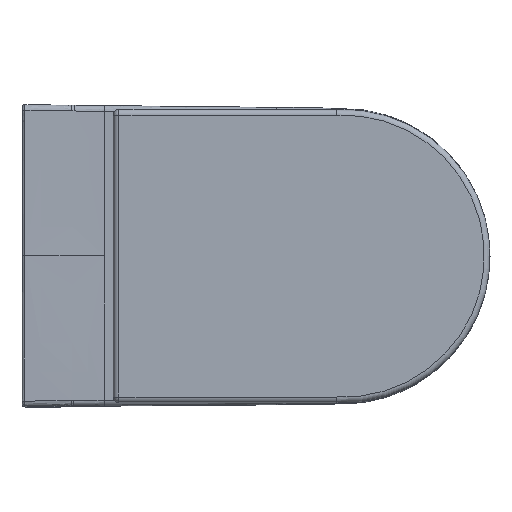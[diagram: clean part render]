
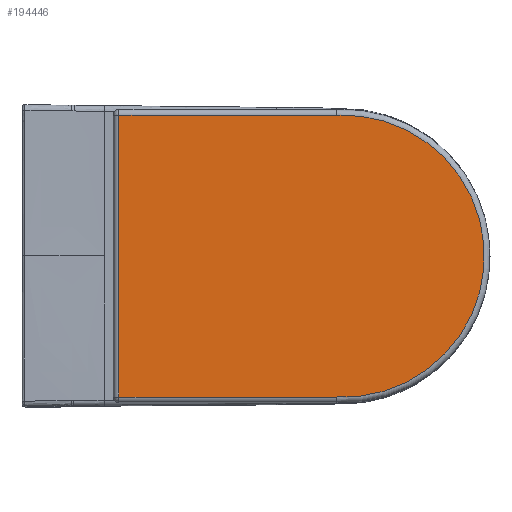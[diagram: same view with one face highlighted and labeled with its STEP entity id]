
A CAD part, top view. The second image highlights one B-rep face of the part: STEP entity #194446.
In plain terms, the highlighted planar face has unit normal (0, 0, 1).
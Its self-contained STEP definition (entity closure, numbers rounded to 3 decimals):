
#194129=CARTESIAN_POINT('',(-272.88,171.582,40.0));
#194130=VERTEX_POINT('',#194129);
#194203=CARTESIAN_POINT('',(-7.445,171.582,40.0));
#194204=VERTEX_POINT('',#194203);
#194205=CARTESIAN_POINT('',(-272.88,171.582,40.0));
#194206=DIRECTION('',(1.0,0.0,0.0));
#194207=VECTOR('',#194206,265.434);
#194208=LINE('',#194205,#194207);
#194209=EDGE_CURVE('',#194130,#194204,#194208,.T.);
#194238=CARTESIAN_POINT('',(-272.88,-171.582,40.0));
#194239=VERTEX_POINT('',#194238);
#194303=CARTESIAN_POINT('',(-7.744,-171.582,40.0));
#194304=VERTEX_POINT('',#194303);
#194305=CARTESIAN_POINT('',(0.458,-0.007,40.0));
#194306=DIRECTION('',(0.0,0.0,-1.));
#194307=DIRECTION('',(1.,-0.001,0.0));
#194308=AXIS2_PLACEMENT_3D('',#194305,#194306,#194307);
#194309=CIRCLE('',#194308,171.77);
#194310=EDGE_CURVE('',#194204,#194304,#194309,.T.);
#194347=CARTESIAN_POINT('',(-7.744,-171.582,40.0));
#194348=DIRECTION('',(-1.0,0.0,0.0));
#194349=VECTOR('',#194348,265.135);
#194350=LINE('',#194347,#194349);
#194351=EDGE_CURVE('',#194304,#194239,#194350,.T.);
#194377=CARTESIAN_POINT('',(-272.88,-171.582,40.0));
#194378=DIRECTION('',(0.0,1.0,0.0));
#194379=VECTOR('',#194378,343.163);
#194380=LINE('',#194377,#194379);
#194381=EDGE_CURVE('',#194239,#194130,#194380,.T.);
#194435=CARTESIAN_POINT('',(-81.693,0.001,40.0));
#194436=DIRECTION('',(0.0,0.0,1.0));
#194437=DIRECTION('',(1.0,0.0,0.0));
#194438=AXIS2_PLACEMENT_3D('',#194435,#194436,#194437);
#194439=PLANE('',#194438);
#194440=ORIENTED_EDGE('',*,*,#194209,.F.);
#194441=ORIENTED_EDGE('',*,*,#194381,.F.);
#194442=ORIENTED_EDGE('',*,*,#194351,.F.);
#194443=ORIENTED_EDGE('',*,*,#194310,.F.);
#194444=EDGE_LOOP('',(#194440,#194441,#194442,#194443));
#194445=FACE_OUTER_BOUND('',#194444,.T.);
#194446=ADVANCED_FACE('',(#194445),#194439,.T.);
